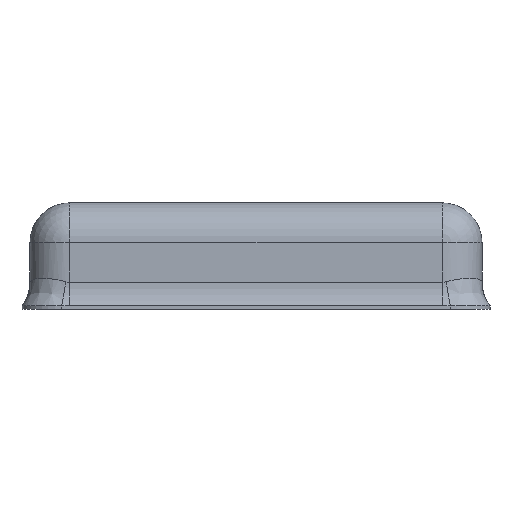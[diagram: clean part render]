
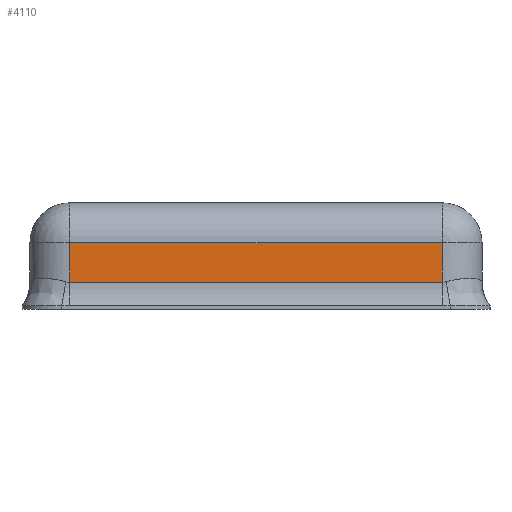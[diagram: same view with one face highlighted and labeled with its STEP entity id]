
A CAD part, front view. The second image highlights one B-rep face of the part: STEP entity #4110.
In plain terms, the highlighted planar face has unit normal (0, -1, 0).
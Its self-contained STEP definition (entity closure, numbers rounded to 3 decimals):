
#375=FACE_OUTER_BOUND('',#609,.T.);
#609=EDGE_LOOP('',(#2780,#2781,#2782,#2783));
#946=LINE('',#6446,#1327);
#947=LINE('',#6448,#1328);
#948=LINE('',#6450,#1329);
#949=LINE('',#6451,#1330);
#1327=VECTOR('',#4682,0.25);
#1328=VECTOR('',#4683,2.35);
#1329=VECTOR('',#4684,0.25);
#1330=VECTOR('',#4685,2.35);
#1787=VERTEX_POINT('',#6444);
#1788=VERTEX_POINT('',#6445);
#1789=VERTEX_POINT('',#6447);
#1790=VERTEX_POINT('',#6449);
#2177=EDGE_CURVE('',#1787,#1788,#946,.T.);
#2178=EDGE_CURVE('',#1788,#1789,#947,.T.);
#2179=EDGE_CURVE('',#1789,#1790,#948,.T.);
#2180=EDGE_CURVE('',#1790,#1787,#949,.T.);
#2780=ORIENTED_EDGE('',*,*,#2177,.T.);
#2781=ORIENTED_EDGE('',*,*,#2178,.T.);
#2782=ORIENTED_EDGE('',*,*,#2179,.T.);
#2783=ORIENTED_EDGE('',*,*,#2180,.T.);
#3780=PLANE('',#4345);
#4110=ADVANCED_FACE('',(#375),#3780,.F.);
#4345=AXIS2_PLACEMENT_3D('',#6443,#4680,#4681);
#4680=DIRECTION('center_axis',(0.,1.,0.));
#4681=DIRECTION('ref_axis',(0.,0.,1.));
#4682=DIRECTION('',(0.,0.,-1.));
#4683=DIRECTION('',(1.,0.,0.));
#4684=DIRECTION('',(0.,0.,1.));
#4685=DIRECTION('',(-1.,0.,0.));
#6443=CARTESIAN_POINT('Origin',(-1.425,-1.925,0.67));
#6444=CARTESIAN_POINT('',(-1.175,-1.925,0.42));
#6445=CARTESIAN_POINT('',(-1.175,-1.925,0.17));
#6446=CARTESIAN_POINT('',(-1.175,-1.925,0.67));
#6447=CARTESIAN_POINT('',(1.175,-1.925,0.17));
#6448=CARTESIAN_POINT('',(-1.425,-1.925,0.17));
#6449=CARTESIAN_POINT('',(1.175,-1.925,0.42));
#6450=CARTESIAN_POINT('',(1.175,-1.925,0.67));
#6451=CARTESIAN_POINT('',(-1.425,-1.925,0.42));
